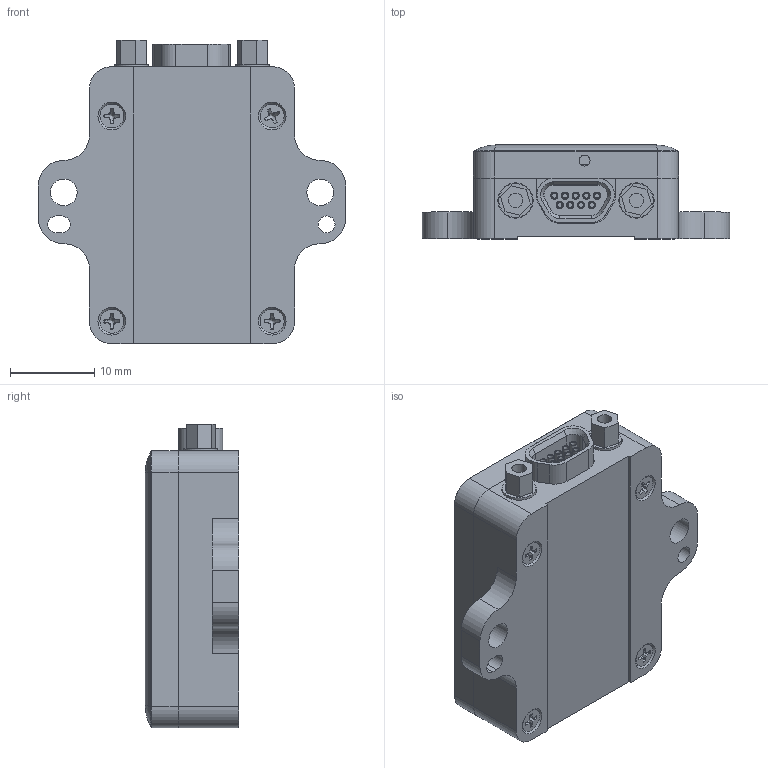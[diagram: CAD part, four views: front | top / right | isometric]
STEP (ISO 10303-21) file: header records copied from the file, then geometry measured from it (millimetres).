
FILE_DESCRIPTION(/* description */ (''),/* implementation_level */ '2;1');
FILE_NAME(/* name */ '6253-4220.stp',/* time_stamp */ '2017-04-03T10:56:33-04:00',/* author */ ('Chad_Thelen'),/* organization */ (''),/* preprocessor_version */ 'ST-DEVELOPER v15.6',/* originating_system */ 'Autodesk Inventor 2015',/* authorisation */ '');
FILE_SCHEMA (('AUTOMOTIVE_DESIGN { 1 0 10303 214 3 1 1 }'));
Length unit declared in the file: inch
Products named in the file (7): 3065-0162; 3065-7119; 3065-0163_for marketing views only_DNU; 91771A057; 3065-0166; 9104-0011_stainlessSteel; 3065-0161
Assembly tree (10 placements, depth 2):
  3065-0161
    3065-0162
    3065-7119
    3065-0163_for marketing views only_DNU
    91771A057  x4
    3065-0166
    9104-0011_stainlessSteel  x2
Bounding box: 36.58 x 11.13 x 36.05 mm (x, y, z)
Volume: 4024.8 mm3; surface area: 8270.4 mm2
Topology: 12 solids, 12 shells, 812 faces, 2350 edges, 1614 vertices
Faces by surface type: plane 364, cylinder 317, cone 65, torus 45, bspline 21
Full cylindrical faces by diameter (mm): 0.508 x36, 0.589 x9, 0.846 x9, 0.864 x9, 1.194 x4, 1.3 x5, 1.524 x104, 1.702 x6, 2.019 x1, 2.184 x4, 2.413 x2, 2.946 x2, 3.175 x4, 3.988 x2, 4.191 x2
Entity records: 24166 total; most frequent: CARTESIAN_POINT 9497, DIRECTION 2881, ORIENTED_EDGE 2812, EDGE_CURVE 1406, AXIS2_PLACEMENT_3D 1043, VERTEX_POINT 1037, EDGE_LOOP 841, LINE 795
